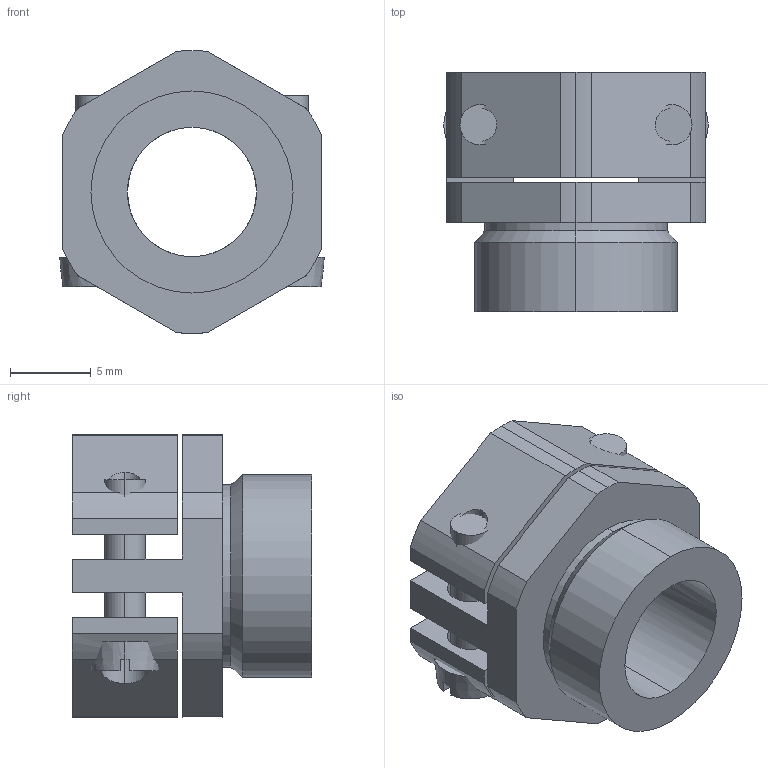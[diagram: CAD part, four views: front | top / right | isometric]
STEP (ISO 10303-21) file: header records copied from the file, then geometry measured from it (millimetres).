
FILE_DESCRIPTION (( 'STEP AP214' ), '1' );
FILE_NAME ('2013061.STP', '2018-12-15T14:08:10', ( '' ), ( '' ), 'SwSTEP 2.0', 'SolidWorks 2018', '' );
FILE_SCHEMA (( 'AUTOMOTIVE_DESIGN' ));
Length unit declared in the file: millimetre
Products named in the file (5): P_0000009962_1_Pg 07; P_0000009961_1_Pg 07; P_0000009963_1_Pg 07; 018282_ISO 1207 - M2.5 x 10 --- 10N; 2013061
Assembly tree (5 placements, depth 2):
  2013061
    P_0000009961_1_Pg 07
    P_0000009962_1_Pg 07
    P_0000009963_1_Pg 07
    018282_ISO 1207 - M2.5 x 10 --- 10N  x2
Bounding box: 16.36 x 14.8 x 17.5 mm (x, y, z)
Volume: 1784.7 mm3; surface area: 2184.6 mm2
Topology: 5 solids, 5 shells, 93 faces, 245 edges, 162 vertices
Faces by surface type: plane 46, cylinder 41, cone 6
Entity records: 2857 total; most frequent: CARTESIAN_POINT 525, DIRECTION 467, ORIENTED_EDGE 442, EDGE_CURVE 221, AXIS2_PLACEMENT_3D 172, VERTEX_POINT 146, LINE 123, VECTOR 123
